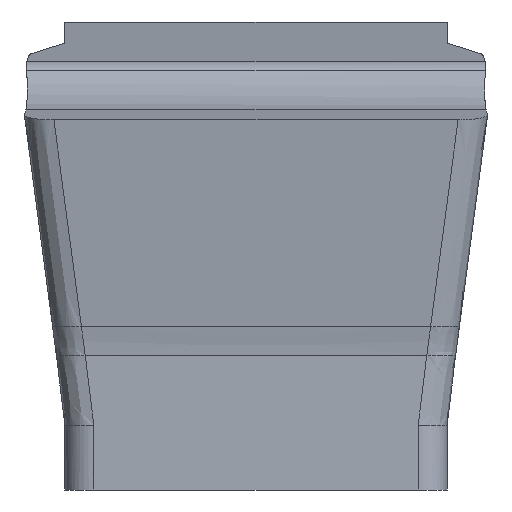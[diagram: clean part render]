
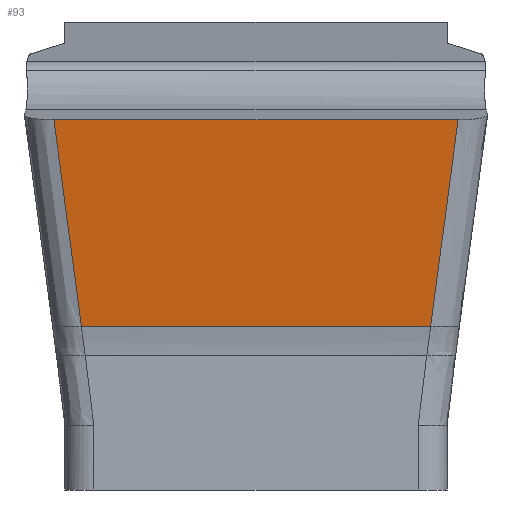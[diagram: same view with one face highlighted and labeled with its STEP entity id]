
A CAD part, front view. The second image highlights one B-rep face of the part: STEP entity #93.
In plain terms, the highlighted planar face has unit normal (0, -0.993, -0.122).
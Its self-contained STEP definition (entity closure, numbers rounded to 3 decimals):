
#93=ADVANCED_FACE('SIDE_FP_AN_SU1',(#159),#131,.T.);
#131=PLANE('',#898);
#159=FACE_OUTER_BOUND('',#205,.T.);
#205=EDGE_LOOP('',(#403,#404,#405,#406));
#270=B_SPLINE_CURVE_WITH_KNOTS('',3,(#1651,#1652,#1653,#1654),
 .UNSPECIFIED.,.F.,.F.,(4,4),(0.,1.),.UNSPECIFIED.);
#272=B_SPLINE_CURVE_WITH_KNOTS('',3,(#1695,#1696,#1697,#1698),
 .UNSPECIFIED.,.F.,.F.,(4,4),(0.,1.),.UNSPECIFIED.);
#403=ORIENTED_EDGE('',*,*,#698,.T.);
#404=ORIENTED_EDGE('',*,*,#703,.T.);
#405=ORIENTED_EDGE('',*,*,#700,.T.);
#406=ORIENTED_EDGE('',*,*,#704,.F.);
#599=VERTEX_POINT('',#1650);
#600=VERTEX_POINT('',#1655);
#601=VERTEX_POINT('',#1699);
#602=VERTEX_POINT('',#1700);
#698=EDGE_CURVE('',#600,#599,#270,.T.);
#700=EDGE_CURVE('',#601,#602,#272,.T.);
#703=EDGE_CURVE('',#599,#601,#775,.T.);
#704=EDGE_CURVE('',#600,#602,#776,.T.);
#775=LINE('',#1756,#827);
#776=LINE('',#1757,#828);
#827=VECTOR('',#1000,1.);
#828=VECTOR('',#1001,1.);
#898=AXIS2_PLACEMENT_3D('',#1758,#1002,#1003);
#1000=DIRECTION('',(-1.,0.,0.));
#1001=DIRECTION('',(-1.,0.,0.));
#1002=DIRECTION('',(0.,-0.993,-0.122));
#1003=DIRECTION('',(-1.,0.,0.));
#1650=CARTESIAN_POINT('',(3.488,-15.073,0.));
#1651=CARTESIAN_POINT('',(3.014,-14.635,-3.572));
#1652=CARTESIAN_POINT('',(3.172,-14.781,-2.381));
#1653=CARTESIAN_POINT('',(3.33,-14.927,-1.191));
#1654=CARTESIAN_POINT('',(3.488,-15.073,0.));
#1655=CARTESIAN_POINT('',(3.014,-14.635,-3.572));
#1695=CARTESIAN_POINT('',(-3.488,-15.073,0.));
#1696=CARTESIAN_POINT('',(-3.33,-14.927,-1.191));
#1697=CARTESIAN_POINT('',(-3.172,-14.781,-2.381));
#1698=CARTESIAN_POINT('',(-3.014,-14.635,-3.572));
#1699=CARTESIAN_POINT('',(-3.488,-15.073,0.));
#1700=CARTESIAN_POINT('',(-3.014,-14.635,-3.572));
#1756=CARTESIAN_POINT('',(0.,-15.073,0.));
#1757=CARTESIAN_POINT('',(0.,-14.635,-3.572));
#1758=CARTESIAN_POINT('',(0.,-15.649,4.689));
